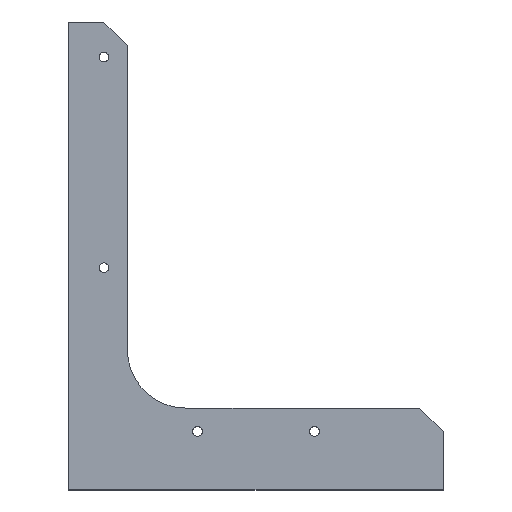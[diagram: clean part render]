
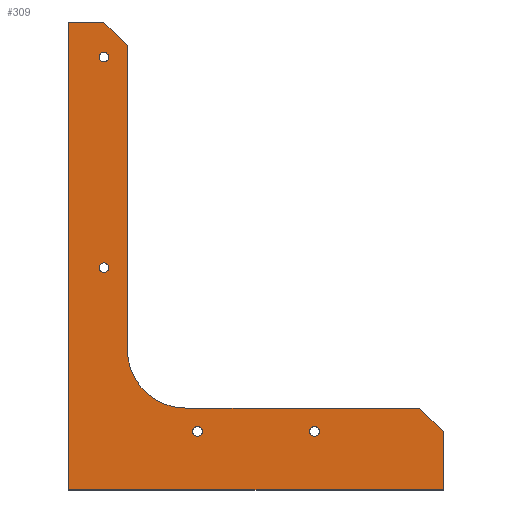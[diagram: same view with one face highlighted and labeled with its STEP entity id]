
A CAD part, top view. The second image highlights one B-rep face of the part: STEP entity #309.
In plain terms, the highlighted planar face has unit normal (0, 0, 1).
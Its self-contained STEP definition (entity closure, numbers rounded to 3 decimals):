
#20=FACE_BOUND('',#60,.T.);
#21=FACE_BOUND('',#61,.T.);
#22=FACE_BOUND('',#62,.T.);
#23=FACE_BOUND('',#63,.T.);
#28=CIRCLE('',#345,25.);
#29=CIRCLE('',#346,2.05);
#30=CIRCLE('',#347,2.05);
#31=CIRCLE('',#348,2.05);
#32=CIRCLE('',#349,2.05);
#33=CIRCLE('',#350,2.05);
#34=CIRCLE('',#351,2.05);
#35=CIRCLE('',#352,2.05);
#36=CIRCLE('',#353,2.05);
#44=FACE_OUTER_BOUND('',#59,.T.);
#59=EDGE_LOOP('',(#219,#220,#221,#222,#223,#224,#225,#226,#227));
#60=EDGE_LOOP('',(#228,#229));
#61=EDGE_LOOP('',(#230,#231));
#62=EDGE_LOOP('',(#232,#233));
#63=EDGE_LOOP('',(#234,#235));
#80=LINE('',#464,#109);
#84=LINE('',#472,#113);
#87=LINE('',#478,#116);
#88=LINE('',#480,#117);
#89=LINE('',#482,#118);
#90=LINE('',#484,#119);
#91=LINE('',#486,#120);
#92=LINE('',#488,#121);
#109=VECTOR('',#375,10.);
#113=VECTOR('',#381,10.);
#116=VECTOR('',#386,10.);
#117=VECTOR('',#387,10.);
#118=VECTOR('',#388,10.);
#119=VECTOR('',#389,10.);
#120=VECTOR('',#390,10.);
#121=VECTOR('',#391,10.);
#138=VERTEX_POINT('',#462);
#139=VERTEX_POINT('',#463);
#142=VERTEX_POINT('',#471);
#144=VERTEX_POINT('',#477);
#145=VERTEX_POINT('',#479);
#146=VERTEX_POINT('',#481);
#147=VERTEX_POINT('',#483);
#148=VERTEX_POINT('',#485);
#149=VERTEX_POINT('',#487);
#150=VERTEX_POINT('',#490);
#151=VERTEX_POINT('',#491);
#152=VERTEX_POINT('',#494);
#153=VERTEX_POINT('',#495);
#154=VERTEX_POINT('',#498);
#155=VERTEX_POINT('',#499);
#156=VERTEX_POINT('',#502);
#157=VERTEX_POINT('',#503);
#168=EDGE_CURVE('',#138,#139,#80,.T.);
#172=EDGE_CURVE('',#139,#142,#84,.T.);
#175=EDGE_CURVE('',#144,#138,#87,.T.);
#176=EDGE_CURVE('',#145,#144,#88,.T.);
#177=EDGE_CURVE('',#146,#145,#89,.T.);
#178=EDGE_CURVE('',#147,#146,#90,.T.);
#179=EDGE_CURVE('',#148,#147,#91,.T.);
#180=EDGE_CURVE('',#149,#148,#92,.T.);
#181=EDGE_CURVE('',#142,#149,#28,.T.);
#182=EDGE_CURVE('',#150,#151,#29,.T.);
#183=EDGE_CURVE('',#151,#150,#30,.T.);
#184=EDGE_CURVE('',#152,#153,#31,.T.);
#185=EDGE_CURVE('',#153,#152,#32,.T.);
#186=EDGE_CURVE('',#154,#155,#33,.T.);
#187=EDGE_CURVE('',#155,#154,#34,.T.);
#188=EDGE_CURVE('',#156,#157,#35,.T.);
#189=EDGE_CURVE('',#157,#156,#36,.T.);
#219=ORIENTED_EDGE('',*,*,#168,.F.);
#220=ORIENTED_EDGE('',*,*,#175,.F.);
#221=ORIENTED_EDGE('',*,*,#176,.F.);
#222=ORIENTED_EDGE('',*,*,#177,.F.);
#223=ORIENTED_EDGE('',*,*,#178,.F.);
#224=ORIENTED_EDGE('',*,*,#179,.F.);
#225=ORIENTED_EDGE('',*,*,#180,.F.);
#226=ORIENTED_EDGE('',*,*,#181,.F.);
#227=ORIENTED_EDGE('',*,*,#172,.F.);
#228=ORIENTED_EDGE('',*,*,#182,.T.);
#229=ORIENTED_EDGE('',*,*,#183,.T.);
#230=ORIENTED_EDGE('',*,*,#184,.T.);
#231=ORIENTED_EDGE('',*,*,#185,.T.);
#232=ORIENTED_EDGE('',*,*,#186,.T.);
#233=ORIENTED_EDGE('',*,*,#187,.T.);
#234=ORIENTED_EDGE('',*,*,#188,.T.);
#235=ORIENTED_EDGE('',*,*,#189,.T.);
#299=PLANE('',#344);
#309=ADVANCED_FACE('',(#44,#20,#21,#22,#23),#299,.T.);
#344=AXIS2_PLACEMENT_3D('',#476,#384,#385);
#345=AXIS2_PLACEMENT_3D('',#489,#392,#393);
#346=AXIS2_PLACEMENT_3D('',#492,#394,#395);
#347=AXIS2_PLACEMENT_3D('',#493,#396,#397);
#348=AXIS2_PLACEMENT_3D('',#496,#398,#399);
#349=AXIS2_PLACEMENT_3D('',#497,#400,#401);
#350=AXIS2_PLACEMENT_3D('',#500,#402,#403);
#351=AXIS2_PLACEMENT_3D('',#501,#404,#405);
#352=AXIS2_PLACEMENT_3D('',#504,#406,#407);
#353=AXIS2_PLACEMENT_3D('',#505,#408,#409);
#375=DIRECTION('',(0.707,-0.707,0.));
#381=DIRECTION('',(0.,-1.,0.));
#384=DIRECTION('center_axis',(0.,0.,1.));
#385=DIRECTION('ref_axis',(1.,0.,0.));
#386=DIRECTION('',(1.,0.,0.));
#387=DIRECTION('',(0.,1.,0.));
#388=DIRECTION('',(-1.,0.,0.));
#389=DIRECTION('',(0.,-1.,0.));
#390=DIRECTION('',(0.707,-0.707,0.));
#391=DIRECTION('',(1.,0.,0.));
#392=DIRECTION('center_axis',(0.,0.,1.));
#393=DIRECTION('ref_axis',(-0.707,-0.707,0.));
#394=DIRECTION('center_axis',(0.,0.,-1.));
#395=DIRECTION('ref_axis',(1.,0.,0.));
#396=DIRECTION('center_axis',(0.,0.,-1.));
#397=DIRECTION('ref_axis',(1.,0.,0.));
#398=DIRECTION('center_axis',(0.,0.,-1.));
#399=DIRECTION('ref_axis',(1.,0.,0.));
#400=DIRECTION('center_axis',(0.,0.,-1.));
#401=DIRECTION('ref_axis',(1.,0.,0.));
#402=DIRECTION('center_axis',(0.,0.,-1.));
#403=DIRECTION('ref_axis',(1.,0.,0.));
#404=DIRECTION('center_axis',(0.,0.,-1.));
#405=DIRECTION('ref_axis',(1.,0.,0.));
#406=DIRECTION('center_axis',(0.,0.,-1.));
#407=DIRECTION('ref_axis',(1.,0.,0.));
#408=DIRECTION('center_axis',(0.,0.,-1.));
#409=DIRECTION('ref_axis',(1.,0.,0.));
#462=CARTESIAN_POINT('',(15.,200.,10.));
#463=CARTESIAN_POINT('',(25.,190.,10.));
#464=CARTESIAN_POINT('',(41.875,173.125,10.));
#471=CARTESIAN_POINT('',(25.,60.,10.));
#472=CARTESIAN_POINT('',(25.,200.,10.));
#476=CARTESIAN_POINT('Origin',(12.5,100.,10.));
#477=CARTESIAN_POINT('',(0.,200.,10.));
#478=CARTESIAN_POINT('',(0.,200.,10.));
#479=CARTESIAN_POINT('',(0.,0.,10.));
#480=CARTESIAN_POINT('',(0.,0.,10.));
#481=CARTESIAN_POINT('',(160.,0.,10.));
#482=CARTESIAN_POINT('',(25.,0.,10.));
#483=CARTESIAN_POINT('',(160.,25.,10.));
#484=CARTESIAN_POINT('',(160.,0.,10.));
#485=CARTESIAN_POINT('',(150.,35.,10.));
#486=CARTESIAN_POINT('',(101.875,83.125,10.));
#487=CARTESIAN_POINT('',(50.,35.,10.));
#488=CARTESIAN_POINT('',(160.,35.,10.));
#489=CARTESIAN_POINT('Origin',(50.,60.,10.));
#490=CARTESIAN_POINT('',(107.05,25.,10.));
#491=CARTESIAN_POINT('',(102.95,25.,10.));
#492=CARTESIAN_POINT('Origin',(105.,25.,10.));
#493=CARTESIAN_POINT('Origin',(105.,25.,10.));
#494=CARTESIAN_POINT('',(17.05,95.,10.));
#495=CARTESIAN_POINT('',(12.95,95.,10.));
#496=CARTESIAN_POINT('Origin',(15.,95.,10.));
#497=CARTESIAN_POINT('Origin',(15.,95.,10.));
#498=CARTESIAN_POINT('',(17.05,185.,10.));
#499=CARTESIAN_POINT('',(12.95,185.,10.));
#500=CARTESIAN_POINT('Origin',(15.,185.,10.));
#501=CARTESIAN_POINT('Origin',(15.,185.,10.));
#502=CARTESIAN_POINT('',(57.05,25.,10.));
#503=CARTESIAN_POINT('',(52.95,25.,10.));
#504=CARTESIAN_POINT('Origin',(55.,25.,10.));
#505=CARTESIAN_POINT('Origin',(55.,25.,10.));
